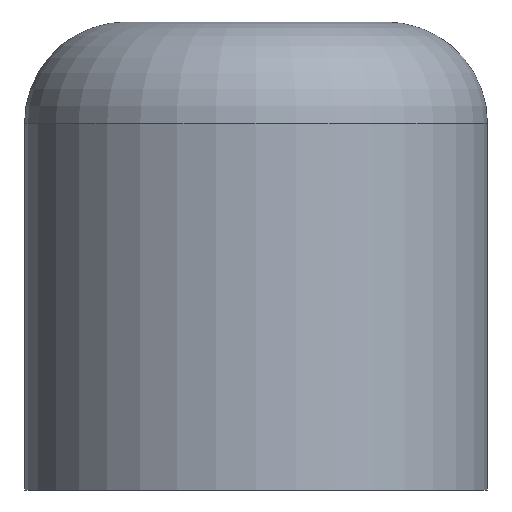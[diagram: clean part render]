
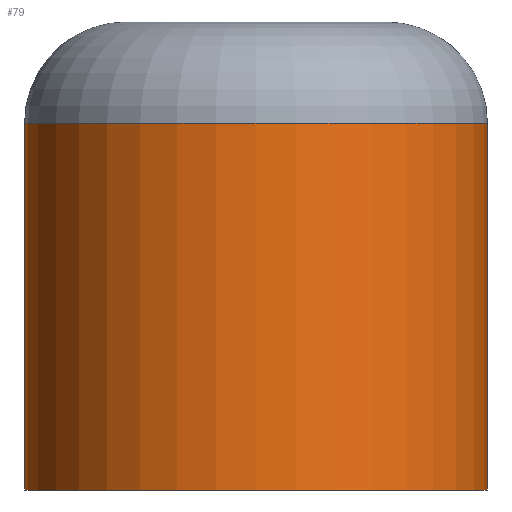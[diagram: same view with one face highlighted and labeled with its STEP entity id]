
A CAD part, front view. The second image highlights one B-rep face of the part: STEP entity #79.
In plain terms, the highlighted cylindrical face has radius 2.324 mm (diameter 4.648 mm), a partial arc.
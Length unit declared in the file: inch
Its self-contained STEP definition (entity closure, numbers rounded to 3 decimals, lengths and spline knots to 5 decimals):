
#7 = AXIS2_PLACEMENT_3D ( 'NONE', #206, #95, #85 ) ;
#39 = EDGE_CURVE ( 'NONE', #283, #268, #292, .T. ) ;
#41 = EDGE_CURVE ( 'NONE', #272, #286, #226, .T. ) ;
#51 = AXIS2_PLACEMENT_3D ( 'NONE', #100, #169, #106 ) ;
#53 = EDGE_CURVE ( 'NONE', #283, #286, #221, .T. ) ;
#55 = AXIS2_PLACEMENT_3D ( 'NONE', #102, #158, #142 ) ;
#58 = EDGE_CURVE ( 'NONE', #268, #272, #224, .T. ) ;
#79 = ADVANCED_FACE ( 'NONE', ( #318 ), #340, .T. ) ;
#85 = DIRECTION ( 'NONE',  ( -1., 0., 0. ) ) ;
#95 = DIRECTION ( 'NONE',  ( 0., 0., -1. ) ) ;
#100 = CARTESIAN_POINT ( 'NONE',  ( 0., 0., 0.145 ) ) ;
#102 = CARTESIAN_POINT ( 'NONE',  ( 0., 0., 0. ) ) ;
#106 = DIRECTION ( 'NONE',  ( 1., 0., 0. ) ) ;
#112 = CARTESIAN_POINT ( 'NONE',  ( 0.0915, 0., 0.185 ) ) ;
#142 = DIRECTION ( 'NONE',  ( 1., 0., 0. ) ) ;
#158 = DIRECTION ( 'NONE',  ( 0., 0., 1. ) ) ;
#161 = DIRECTION ( 'NONE',  ( 0., 0., -1. ) ) ;
#169 = DIRECTION ( 'NONE',  ( 0., 0., -1. ) ) ;
#170 = CARTESIAN_POINT ( 'NONE',  ( 0.0915, 0., 0. ) ) ;
#176 = CARTESIAN_POINT ( 'NONE',  ( -0.0915, 0., 0.145 ) ) ;
#178 = CARTESIAN_POINT ( 'NONE',  ( -0.0915, 0., 0. ) ) ;
#185 = CARTESIAN_POINT ( 'NONE',  ( 0.0915, 0., 0.145 ) ) ;
#193 = CARTESIAN_POINT ( 'NONE',  ( -0.0915, 0., 0.185 ) ) ;
#206 = CARTESIAN_POINT ( 'NONE',  ( 0., 0., 0.185 ) ) ;
#210 = DIRECTION ( 'NONE',  ( 0., 0., -1. ) ) ;
#212 = VECTOR ( 'NONE', #161, 39.37008 ) ;
#221 = LINE ( 'NONE', #112, #245 ) ;
#224 = LINE ( 'NONE', #193, #212 ) ;
#226 = CIRCLE ( 'NONE', #55, 0.0915 ) ;
#235 = ORIENTED_EDGE ( 'NONE', *, *, #53, .F. ) ;
#236 = EDGE_LOOP ( 'NONE', ( #235, #237, #255, #253 ) ) ;
#237 = ORIENTED_EDGE ( 'NONE', *, *, #39, .T. ) ;
#245 = VECTOR ( 'NONE', #210, 39.37008 ) ;
#253 = ORIENTED_EDGE ( 'NONE', *, *, #41, .T. ) ;
#255 = ORIENTED_EDGE ( 'NONE', *, *, #58, .T. ) ;
#268 = VERTEX_POINT ( 'NONE', #176 ) ;
#272 = VERTEX_POINT ( 'NONE', #178 ) ;
#283 = VERTEX_POINT ( 'NONE', #185 ) ;
#286 = VERTEX_POINT ( 'NONE', #170 ) ;
#292 = CIRCLE ( 'NONE', #51, 0.0915 ) ;
#318 = FACE_OUTER_BOUND ( 'NONE', #236, .T. ) ;
#340 = CYLINDRICAL_SURFACE ( 'NONE', #7, 0.0915 ) ;
